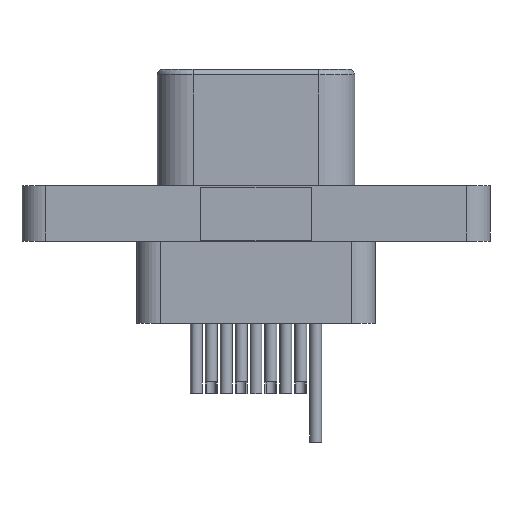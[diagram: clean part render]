
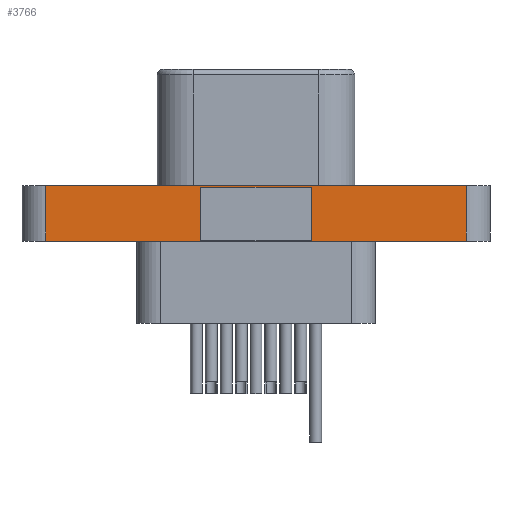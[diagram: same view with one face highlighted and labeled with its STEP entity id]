
A CAD part, front view. The second image highlights one B-rep face of the part: STEP entity #3766.
In plain terms, the highlighted planar face has unit normal (0, -1, 0).
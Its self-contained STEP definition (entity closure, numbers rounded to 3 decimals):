
#118 = ORIENTED_EDGE ( 'NONE', *, *, #1385, .T. ) ;
#221 = CARTESIAN_POINT ( 'NONE',  ( -2.349, -3.935, 0.064 ) ) ;
#367 = ORIENTED_EDGE ( 'NONE', *, *, #2517, .T. ) ;
#511 = VECTOR ( 'NONE', #2713, 1000. ) ;
#551 = LINE ( 'NONE', #3738, #5665 ) ;
#673 = VECTOR ( 'NONE', #4630, 1000. ) ;
#703 = VERTEX_POINT ( 'NONE', #6140 ) ;
#752 = EDGE_CURVE ( 'NONE', #5678, #1179, #6244, .T. ) ;
#762 = CARTESIAN_POINT ( 'NONE',  ( 2.349, -3.935, 2.349 ) ) ;
#980 = DIRECTION ( 'NONE',  ( 0., 0., -1. ) ) ;
#1156 = DIRECTION ( 'NONE',  ( 0., 0., -1. ) ) ;
#1179 = VERTEX_POINT ( 'NONE', #3683 ) ;
#1325 = VERTEX_POINT ( 'NONE', #5519 ) ;
#1374 = EDGE_CURVE ( 'NONE', #5469, #703, #4756, .T. ) ;
#1383 = CARTESIAN_POINT ( 'NONE',  ( 2.349, -3.935, 0.064 ) ) ;
#1385 = EDGE_CURVE ( 'NONE', #1325, #4046, #3597, .T. ) ;
#1420 = EDGE_CURVE ( 'NONE', #1179, #5469, #6088, .T. ) ;
#1630 = CARTESIAN_POINT ( 'NONE',  ( -8.954, -3.935, 2.413 ) ) ;
#1661 = VECTOR ( 'NONE', #5679, 1000. ) ;
#1684 = CARTESIAN_POINT ( 'NONE',  ( -9.97, -3.935, 0.053 ) ) ;
#1843 = CARTESIAN_POINT ( 'NONE',  ( 2.35, -3.935, 2.349 ) ) ;
#2207 = AXIS2_PLACEMENT_3D ( 'NONE', #2782, #5239, #3770 ) ;
#2416 = ORIENTED_EDGE ( 'NONE', *, *, #1420, .F. ) ;
#2517 = EDGE_CURVE ( 'NONE', #4046, #3742, #2972, .T. ) ;
#2554 = EDGE_LOOP ( 'NONE', ( #2416, #3510, #6218, #3501 ) ) ;
#2661 = FACE_BOUND ( 'NONE', #2554, .T. ) ;
#2713 = DIRECTION ( 'NONE',  ( 1., 0., 0. ) ) ;
#2739 = FACE_OUTER_BOUND ( 'NONE', #4361, .T. ) ;
#2782 = CARTESIAN_POINT ( 'NONE',  ( -9.97, -3.935, 0.053 ) ) ;
#2846 = CARTESIAN_POINT ( 'NONE',  ( -2.349, -3.935, 2.349 ) ) ;
#2881 = LINE ( 'NONE', #4575, #2952 ) ;
#2952 = VECTOR ( 'NONE', #1156, 1000. ) ;
#2972 = LINE ( 'NONE', #6248, #1661 ) ;
#3035 = EDGE_CURVE ( 'NONE', #3283, #1325, #2881, .T. ) ;
#3283 = VERTEX_POINT ( 'NONE', #1630 ) ;
#3501 = ORIENTED_EDGE ( 'NONE', *, *, #1374, .F. ) ;
#3510 = ORIENTED_EDGE ( 'NONE', *, *, #752, .F. ) ;
#3597 = LINE ( 'NONE', #1684, #511 ) ;
#3647 = PLANE ( 'NONE',  #2207 ) ;
#3683 = CARTESIAN_POINT ( 'NONE',  ( 2.349, -3.935, 0.064 ) ) ;
#3738 = CARTESIAN_POINT ( 'NONE',  ( -9.97, -3.935, 2.413 ) ) ;
#3742 = VERTEX_POINT ( 'NONE', #4145 ) ;
#3751 = DIRECTION ( 'NONE',  ( 1., 0., 0. ) ) ;
#3766 = ADVANCED_FACE ( 'NONE', ( #2661, #2739 ), #3647, .T. ) ;
#3770 = DIRECTION ( 'NONE',  ( 0., 0., -1. ) ) ;
#3909 = EDGE_CURVE ( 'NONE', #703, #5678, #6069, .T. ) ;
#4046 = VERTEX_POINT ( 'NONE', #4991 ) ;
#4145 = CARTESIAN_POINT ( 'NONE',  ( 8.954, -3.935, 2.413 ) ) ;
#4241 = ORIENTED_EDGE ( 'NONE', *, *, #5782, .F. ) ;
#4361 = EDGE_LOOP ( 'NONE', ( #118, #367, #4241, #5701 ) ) ;
#4575 = CARTESIAN_POINT ( 'NONE',  ( -8.954, -3.935, 0.053 ) ) ;
#4630 = DIRECTION ( 'NONE',  ( -1., 0., 0. ) ) ;
#4756 = LINE ( 'NONE', #762, #673 ) ;
#4991 = CARTESIAN_POINT ( 'NONE',  ( 8.954, -3.935, 0.053 ) ) ;
#5064 = VECTOR ( 'NONE', #980, 1000. ) ;
#5163 = VECTOR ( 'NONE', #3751, 1000. ) ;
#5222 = DIRECTION ( 'NONE',  ( 1., 0., 0. ) ) ;
#5239 = DIRECTION ( 'NONE',  ( 0., -1., 0. ) ) ;
#5265 = DIRECTION ( 'NONE',  ( 0., 0., 1. ) ) ;
#5469 = VERTEX_POINT ( 'NONE', #1843 ) ;
#5519 = CARTESIAN_POINT ( 'NONE',  ( -8.954, -3.935, 0.053 ) ) ;
#5625 = CARTESIAN_POINT ( 'NONE',  ( -2.349, -3.935, 0.064 ) ) ;
#5665 = VECTOR ( 'NONE', #5222, 1000. ) ;
#5678 = VERTEX_POINT ( 'NONE', #5625 ) ;
#5679 = DIRECTION ( 'NONE',  ( 0., 0., 1. ) ) ;
#5701 = ORIENTED_EDGE ( 'NONE', *, *, #3035, .T. ) ;
#5782 = EDGE_CURVE ( 'NONE', #3283, #3742, #551, .T. ) ;
#6009 = VECTOR ( 'NONE', #5265, 1000. ) ;
#6069 = LINE ( 'NONE', #2846, #5064 ) ;
#6088 = LINE ( 'NONE', #1383, #6009 ) ;
#6140 = CARTESIAN_POINT ( 'NONE',  ( -2.349, -3.935, 2.349 ) ) ;
#6218 = ORIENTED_EDGE ( 'NONE', *, *, #3909, .F. ) ;
#6244 = LINE ( 'NONE', #221, #5163 ) ;
#6248 = CARTESIAN_POINT ( 'NONE',  ( 8.954, -3.935, 0.053 ) ) ;
